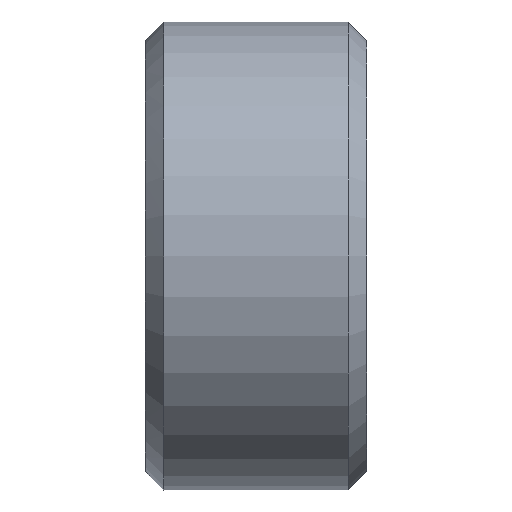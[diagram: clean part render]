
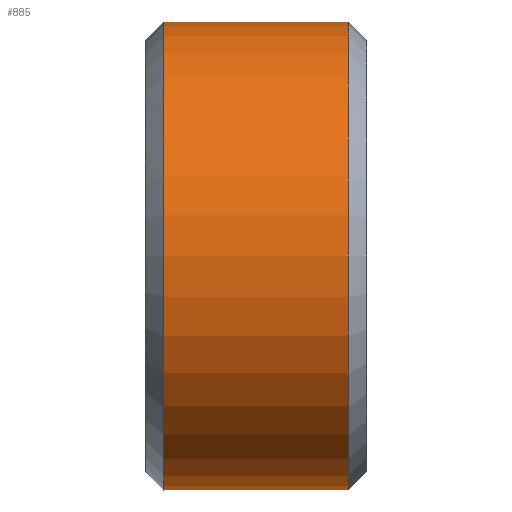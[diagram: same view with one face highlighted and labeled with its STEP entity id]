
A CAD part, front view. The second image highlights one B-rep face of the part: STEP entity #885.
In plain terms, the highlighted cylindrical face has radius 6.35 mm (diameter 12.7 mm), a partial arc.
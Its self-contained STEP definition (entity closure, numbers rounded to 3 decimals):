
#50 = AXIS2_PLACEMENT_3D ( 'NONE', #1260, #985, #274 ) ;
#134 = AXIS2_PLACEMENT_3D ( 'NONE', #1312, #466, #716 ) ;
#143 = EDGE_CURVE ( 'NONE', #659, #850, #1010, .T. ) ;
#185 = VERTEX_POINT ( 'NONE', #810 ) ;
#263 = CYLINDRICAL_SURFACE ( 'NONE', #134, 6.35 ) ;
#274 = DIRECTION ( 'NONE',  ( 0., 0., 1. ) ) ;
#370 = ORIENTED_EDGE ( 'NONE', *, *, #676, .T. ) ;
#379 = CARTESIAN_POINT ( 'NONE',  ( 5.5, 0., 6.35 ) ) ;
#423 = VECTOR ( 'NONE', #1400, 1000. ) ;
#424 = CARTESIAN_POINT ( 'NONE',  ( 0.5, 0., 0. ) ) ;
#447 = VECTOR ( 'NONE', #1157, 1000. ) ;
#465 = AXIS2_PLACEMENT_3D ( 'NONE', #424, #1115, #1346 ) ;
#466 = DIRECTION ( 'NONE',  ( -1., 0., 0. ) ) ;
#481 = ORIENTED_EDGE ( 'NONE', *, *, #815, .T. ) ;
#659 = VERTEX_POINT ( 'NONE', #1502 ) ;
#665 = EDGE_LOOP ( 'NONE', ( #1098, #370, #481, #710 ) ) ;
#676 = EDGE_CURVE ( 'NONE', #659, #1409, #966, .T. ) ;
#710 = ORIENTED_EDGE ( 'NONE', *, *, #737, .T. ) ;
#716 = DIRECTION ( 'NONE',  ( 0., 0., 1. ) ) ;
#737 = EDGE_CURVE ( 'NONE', #185, #850, #1200, .T. ) ;
#776 = CARTESIAN_POINT ( 'NONE',  ( 0., 0., -6.35 ) ) ;
#810 = CARTESIAN_POINT ( 'NONE',  ( 0.5, 0., 6.35 ) ) ;
#815 = EDGE_CURVE ( 'NONE', #1409, #185, #1462, .T. ) ;
#850 = VERTEX_POINT ( 'NONE', #1398 ) ;
#867 = FACE_OUTER_BOUND ( 'NONE', #665, .T. ) ;
#885 = ADVANCED_FACE ( 'NONE', ( #867 ), #263, .T. ) ;
#966 = CIRCLE ( 'NONE', #50, 6.35 ) ;
#985 = DIRECTION ( 'NONE',  ( -1., 0., 0. ) ) ;
#1010 = LINE ( 'NONE', #776, #447 ) ;
#1098 = ORIENTED_EDGE ( 'NONE', *, *, #143, .F. ) ;
#1115 = DIRECTION ( 'NONE',  ( 1., 0., 0. ) ) ;
#1157 = DIRECTION ( 'NONE',  ( -1., 0., 0. ) ) ;
#1200 = CIRCLE ( 'NONE', #465, 6.35 ) ;
#1260 = CARTESIAN_POINT ( 'NONE',  ( 5.5, 0., 0. ) ) ;
#1281 = CARTESIAN_POINT ( 'NONE',  ( 0., 0., 6.35 ) ) ;
#1312 = CARTESIAN_POINT ( 'NONE',  ( 0., 0., 0. ) ) ;
#1346 = DIRECTION ( 'NONE',  ( 0., 0., 1. ) ) ;
#1398 = CARTESIAN_POINT ( 'NONE',  ( 0.5, 0., -6.35 ) ) ;
#1400 = DIRECTION ( 'NONE',  ( -1., 0., 0. ) ) ;
#1409 = VERTEX_POINT ( 'NONE', #379 ) ;
#1462 = LINE ( 'NONE', #1281, #423 ) ;
#1502 = CARTESIAN_POINT ( 'NONE',  ( 5.5, 0., -6.35 ) ) ;
